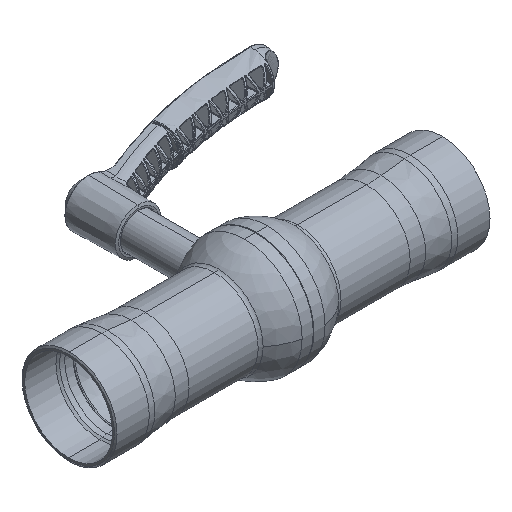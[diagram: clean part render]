
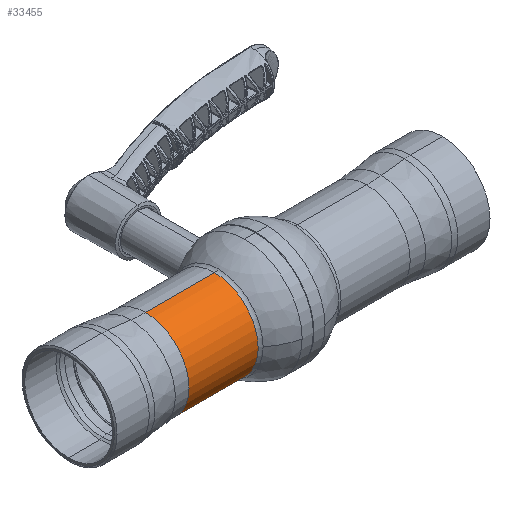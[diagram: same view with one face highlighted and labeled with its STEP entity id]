
A CAD part, isometric view. The second image highlights one B-rep face of the part: STEP entity #33455.
In plain terms, the highlighted cylindrical face has radius 34.9 mm (diameter 69.8 mm), a partial arc.
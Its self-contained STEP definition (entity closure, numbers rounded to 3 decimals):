
#380 = CARTESIAN_POINT ( 'NONE',  ( -222.77, 0., -34.9 ) ) ;
#1172 = ORIENTED_EDGE ( 'NONE', *, *, #23370, .T. ) ;
#1293 = CARTESIAN_POINT ( 'NONE',  ( -33.165, 0., 34.9 ) ) ;
#3460 = VECTOR ( 'NONE', #11888, 1000. ) ;
#4949 = ORIENTED_EDGE ( 'NONE', *, *, #24983, .F. ) ;
#5335 = CARTESIAN_POINT ( 'NONE',  ( -33.165, 0., 0. ) ) ;
#5816 = DIRECTION ( 'NONE',  ( -1., 0., 0. ) ) ;
#8123 = LINE ( 'NONE', #19611, #3460 ) ;
#8560 = DIRECTION ( 'NONE',  ( 0., 0., -1. ) ) ;
#8687 = CARTESIAN_POINT ( 'NONE',  ( -33.165, 0., -34.9 ) ) ;
#9005 = CARTESIAN_POINT ( 'NONE',  ( -88.5, 0., -34.9 ) ) ;
#10102 = VECTOR ( 'NONE', #5816, 1000. ) ;
#11010 = DIRECTION ( 'NONE',  ( -1., 0., 0. ) ) ;
#11161 = DIRECTION ( 'NONE',  ( -1., 0., 0. ) ) ;
#11888 = DIRECTION ( 'NONE',  ( -1., 0., 0. ) ) ;
#13254 = EDGE_CURVE ( 'NONE', #27198, #32468, #8123, .T. ) ;
#14668 = LINE ( 'NONE', #380, #10102 ) ;
#15178 = VERTEX_POINT ( 'NONE', #8687 ) ;
#16809 = DIRECTION ( 'NONE',  ( 0., 0., -1. ) ) ;
#16837 = EDGE_CURVE ( 'NONE', #32520, #32468, #33158, .T. ) ;
#18384 = ORIENTED_EDGE ( 'NONE', *, *, #16837, .F. ) ;
#19611 = CARTESIAN_POINT ( 'NONE',  ( -222.77, 0., 34.9 ) ) ;
#20542 = AXIS2_PLACEMENT_3D ( 'NONE', #20623, #31898, #8560 ) ;
#20623 = CARTESIAN_POINT ( 'NONE',  ( -88.5, 0., 0. ) ) ;
#23370 = EDGE_CURVE ( 'NONE', #15178, #27198, #30481, .T. ) ;
#24983 = EDGE_CURVE ( 'NONE', #15178, #32520, #14668, .T. ) ;
#25884 = CYLINDRICAL_SURFACE ( 'NONE', #28748, 34.9 ) ;
#26071 = CARTESIAN_POINT ( 'NONE',  ( -222.77, 0., 0. ) ) ;
#27198 = VERTEX_POINT ( 'NONE', #1293 ) ;
#28748 = AXIS2_PLACEMENT_3D ( 'NONE', #26071, #11010, #34506 ) ;
#28871 = EDGE_LOOP ( 'NONE', ( #1172, #30566, #18384, #4949 ) ) ;
#30481 = CIRCLE ( 'NONE', #36486, 34.9 ) ;
#30485 = CARTESIAN_POINT ( 'NONE',  ( -88.5, 0., 34.9 ) ) ;
#30566 = ORIENTED_EDGE ( 'NONE', *, *, #13254, .T. ) ;
#31898 = DIRECTION ( 'NONE',  ( -1., 0., 0. ) ) ;
#32468 = VERTEX_POINT ( 'NONE', #30485 ) ;
#32520 = VERTEX_POINT ( 'NONE', #9005 ) ;
#33158 = CIRCLE ( 'NONE', #20542, 34.9 ) ;
#33455 = ADVANCED_FACE ( 'NONE', ( #37153 ), #25884, .T. ) ;
#34506 = DIRECTION ( 'NONE',  ( 0., 0., -1. ) ) ;
#36486 = AXIS2_PLACEMENT_3D ( 'NONE', #5335, #11161, #16809 ) ;
#37153 = FACE_OUTER_BOUND ( 'NONE', #28871, .T. ) ;
